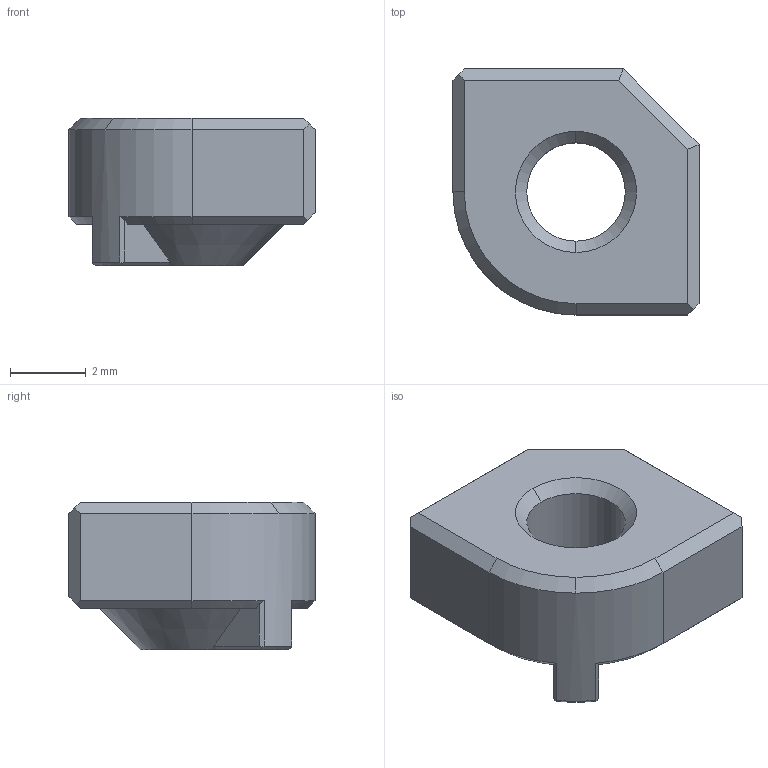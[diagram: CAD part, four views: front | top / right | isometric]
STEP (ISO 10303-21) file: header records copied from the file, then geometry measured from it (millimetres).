
FILE_DESCRIPTION (( 'STEP AP203' ), '1' );
FILE_NAME ('Robotis_DYNAMIXEL_XL430_Spacer.STEP', '2024-09-05T20:27:45', ( '' ), ( '' ), 'SwSTEP 2.0', 'SolidWorks 2024', '' );
FILE_SCHEMA (( 'CONFIG_CONTROL_DESIGN' ));
Length unit declared in the file: millimetre
Products named in the file (1): Robotis_DYNAMIXEL_XL430_Spacer
Bounding box: 6.5 x 6.5 x 3.9 mm (x, y, z)
Volume: 97.9 mm3; surface area: 161.9 mm2
Topology: 1 solids, 1 shells, 38 faces, 100 edges, 64 vertices
Faces by surface type: plane 26, cone 9, cylinder 3
Entity records: 1269 total; most frequent: CARTESIAN_POINT 256, ORIENTED_EDGE 200, DIRECTION 188, EDGE_CURVE 100, LINE 66, VECTOR 66, VERTEX_POINT 64, AXIS2_PLACEMENT_3D 61
